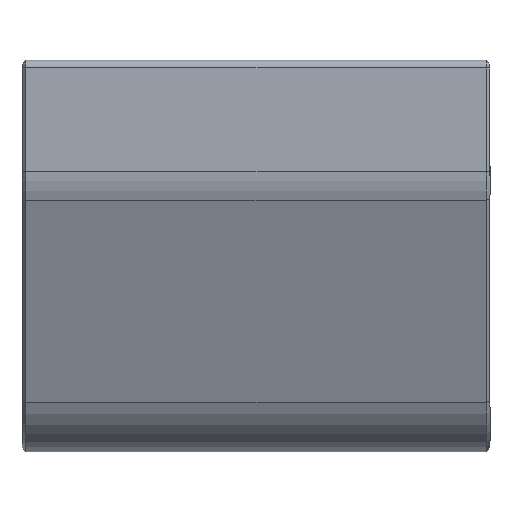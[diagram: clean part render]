
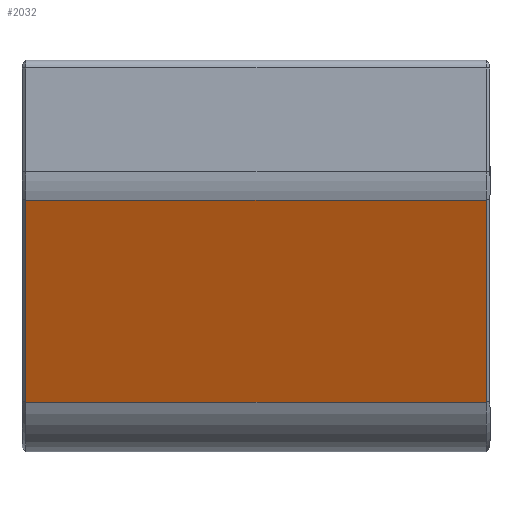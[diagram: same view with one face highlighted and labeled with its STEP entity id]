
A CAD part, left-side view. The second image highlights one B-rep face of the part: STEP entity #2032.
In plain terms, the highlighted planar face has unit normal (-0.931, 0, -0.365).
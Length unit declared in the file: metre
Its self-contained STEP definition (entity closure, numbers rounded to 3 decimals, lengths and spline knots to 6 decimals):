
#138=ORIENTED_EDGE('',*,*,#736,.T.);
#139=ORIENTED_EDGE('',*,*,#737,.T.);
#140=ORIENTED_EDGE('',*,*,#738,.T.);
#141=ORIENTED_EDGE('',*,*,#739,.T.);
#736=EDGE_CURVE('',#1034,#1035,#1203,.F.);
#737=EDGE_CURVE('',#1035,#1036,#1204,.T.);
#738=EDGE_CURVE('',#1036,#1037,#1205,.T.);
#739=EDGE_CURVE('',#1037,#1034,#1206,.T.);
#1034=VERTEX_POINT('',#3034);
#1035=VERTEX_POINT('',#3035);
#1036=VERTEX_POINT('',#3037);
#1037=VERTEX_POINT('',#3039);
#1203=LINE('',#3033,#1447);
#1204=LINE('',#3036,#1448);
#1205=LINE('',#3038,#1449);
#1206=LINE('',#3040,#1450);
#1447=VECTOR('',#2396,1.);
#1448=VECTOR('',#2397,1.);
#1449=VECTOR('',#2398,1.);
#1450=VECTOR('',#2399,1.);
#1678=EDGE_LOOP('',(#138,#139,#140,#141));
#1813=FACE_BOUND('',#1678,.T.);
#1948=PLANE('',#2180);
#2032=ADVANCED_FACE('',(#1813),#1948,.F.);
#2180=AXIS2_PLACEMENT_3D('',#3032,#2394,#2395);
#2394=DIRECTION('',(0.931,0.,0.366));
#2395=DIRECTION('',(0.366,0.,-0.931));
#2396=DIRECTION('',(0.,-1.,0.));
#2397=DIRECTION('',(0.366,0.,-0.931));
#2398=DIRECTION('',(0.,-1.,0.));
#2399=DIRECTION('',(-0.366,0.,0.931));
#3032=CARTESIAN_POINT('',(-0.096549,0.051482,0.009302));
#3033=CARTESIAN_POINT('',(-0.099542,0.051482,0.016922));
#3034=CARTESIAN_POINT('',(-0.099542,0.021732,0.016922));
#3035=CARTESIAN_POINT('',(-0.099542,0.051232,0.016922));
#3036=CARTESIAN_POINT('',(-0.094456,0.051232,0.003972));
#3037=CARTESIAN_POINT('',(-0.094456,0.051232,0.003972));
#3038=CARTESIAN_POINT('',(-0.094456,0.051482,0.003972));
#3039=CARTESIAN_POINT('',(-0.094456,0.021732,0.003972));
#3040=CARTESIAN_POINT('',(-0.096549,0.021732,0.009302));
